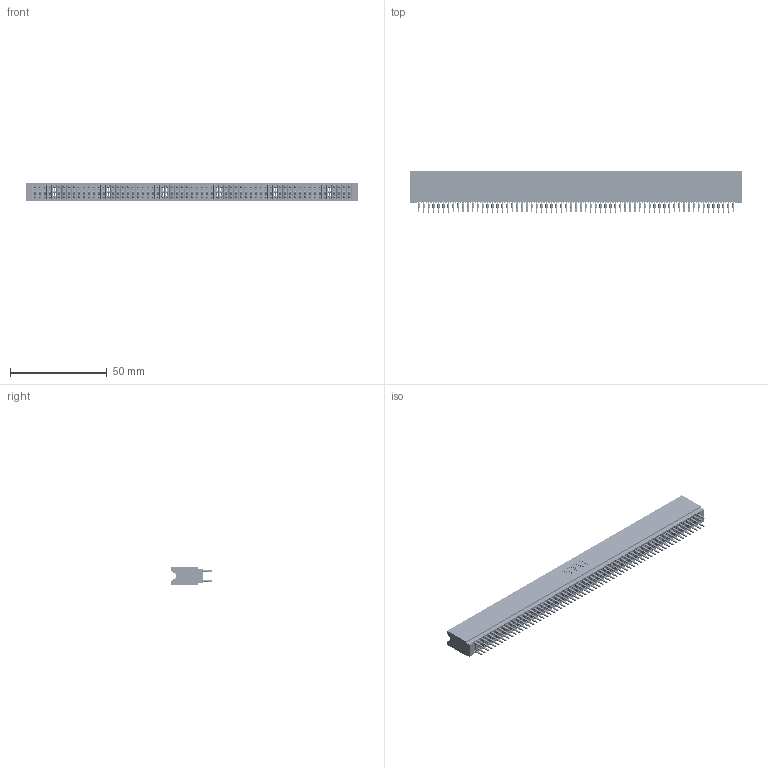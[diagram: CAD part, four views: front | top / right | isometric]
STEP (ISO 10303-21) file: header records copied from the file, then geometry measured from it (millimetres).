
FILE_DESCRIPTION (( 'STEP AP203' ), '1' );
FILE_NAME ('745-130-560-206.STEP', '2026-02-27T02:38:55', ( '' ), ( '' ), 'SwSTEP 2.0', 'SolidWorks 2023', '' );
FILE_SCHEMA (( 'CONFIG_CONTROL_DESIGN' ));
Length unit declared in the file: millimetre
Products named in the file (3): 745-292-001_560; 745-130-560-206; 745 Part_Insulator Option - 06
Assembly tree (131 placements, depth 2):
  745-130-560-206
    745 Part_Insulator Option - 06
    745-292-001_560  x130
Bounding box: 171.7 x 21.22 x 8.89 mm (x, y, z)
Volume: 15782.5 mm3; surface area: 34695 mm2
Topology: 131 solids, 131 shells, 12901 faces, 35295 edges, 22402 vertices
Faces by surface type: plane 6686, cylinder 2835, bspline 2600, torus 780
Entity records: 106632 total; most frequent: CARTESIAN_POINT 18992, ORIENTED_EDGE 18474, DIRECTION 16123, EDGE_CURVE 9237, LINE 8657, VECTOR 8657, VERTEX_POINT 5890, AXIS2_PLACEMENT_3D 3733
